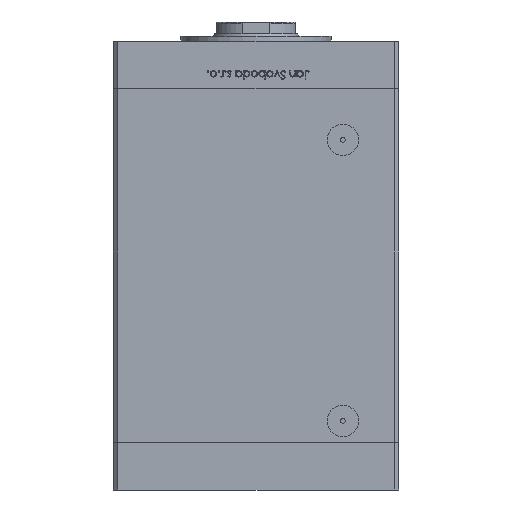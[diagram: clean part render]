
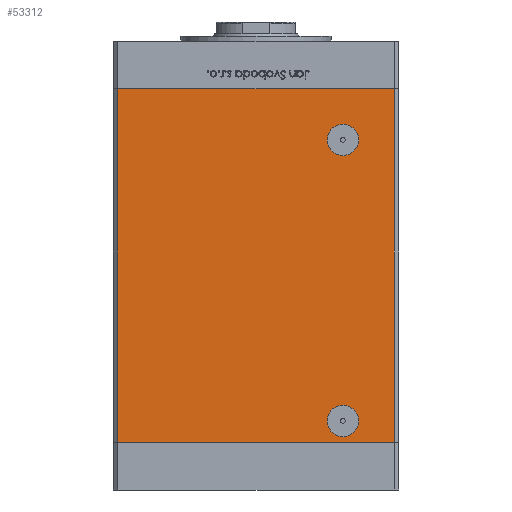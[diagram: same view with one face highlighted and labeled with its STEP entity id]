
A CAD part, front view. The second image highlights one B-rep face of the part: STEP entity #53312.
In plain terms, the highlighted planar face has unit normal (0, -1, 0).
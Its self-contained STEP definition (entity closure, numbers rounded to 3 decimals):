
#1059 = VERTEX_POINT ( 'NONE', #8545 ) ;
#2112 = CARTESIAN_POINT ( 'NONE',  ( 36.5, -51., 15.58 ) ) ;
#2605 = AXIS2_PLACEMENT_3D ( 'NONE', #44751, #27828, #7549 ) ;
#3432 = EDGE_CURVE ( 'NONE', #27738, #12806, #4844, .T. ) ;
#3857 = EDGE_CURVE ( 'NONE', #12806, #27738, #27930, .T. ) ;
#4585 = LINE ( 'NONE', #37600, #49834 ) ;
#4844 = CIRCLE ( 'NONE', #21685, 6.58 ) ;
#6064 = CARTESIAN_POINT ( 'NONE',  ( 36.5, -51., 2.42 ) ) ;
#6597 = VECTOR ( 'NONE', #51378, 1000. ) ;
#6644 = ORIENTED_EDGE ( 'NONE', *, *, #31552, .F. ) ;
#7549 = DIRECTION ( 'NONE',  ( 0., 0., 1. ) ) ;
#8168 = ORIENTED_EDGE ( 'NONE', *, *, #36673, .F. ) ;
#8545 = CARTESIAN_POINT ( 'NONE',  ( -58., -51., 0. ) ) ;
#9549 = EDGE_CURVE ( 'NONE', #31579, #30464, #43021, .T. ) ;
#9929 = DIRECTION ( 'NONE',  ( 0., 0., -1. ) ) ;
#12434 = DIRECTION ( 'NONE',  ( 0., -1., 0. ) ) ;
#12806 = VERTEX_POINT ( 'NONE', #24314 ) ;
#13126 = ORIENTED_EDGE ( 'NONE', *, *, #3857, .T. ) ;
#13495 = DIRECTION ( 'NONE',  ( 0., 0., -1. ) ) ;
#13509 = LINE ( 'NONE', #42624, #15334 ) ;
#13933 = AXIS2_PLACEMENT_3D ( 'NONE', #25134, #42334, #13495 ) ;
#15082 = CARTESIAN_POINT ( 'NONE',  ( 58., -51., 0. ) ) ;
#15334 = VECTOR ( 'NONE', #43187, 1000. ) ;
#15400 = VERTEX_POINT ( 'NONE', #21880 ) ;
#18728 = DIRECTION ( 'NONE',  ( 0., 0., -1. ) ) ;
#20487 = DIRECTION ( 'NONE',  ( 0., 0., -1. ) ) ;
#21685 = AXIS2_PLACEMENT_3D ( 'NONE', #26623, #22460, #44102 ) ;
#21880 = CARTESIAN_POINT ( 'NONE',  ( -58., -51., 148.5 ) ) ;
#22460 = DIRECTION ( 'NONE',  ( 0., 1., 0. ) ) ;
#24314 = CARTESIAN_POINT ( 'NONE',  ( 36.5, -51., 133.58 ) ) ;
#24589 = DIRECTION ( 'NONE',  ( 1., 0., 0. ) ) ;
#25134 = CARTESIAN_POINT ( 'NONE',  ( 36.5, -51., 9. ) ) ;
#25251 = CIRCLE ( 'NONE', #35865, 6.58 ) ;
#26297 = CARTESIAN_POINT ( 'NONE',  ( -58., -51., 148.5 ) ) ;
#26623 = CARTESIAN_POINT ( 'NONE',  ( 36.5, -51., 127. ) ) ;
#27477 = EDGE_CURVE ( 'NONE', #15400, #1059, #52615, .T. ) ;
#27673 = EDGE_CURVE ( 'NONE', #1059, #46307, #4585, .T. ) ;
#27738 = VERTEX_POINT ( 'NONE', #45941 ) ;
#27828 = DIRECTION ( 'NONE',  ( 0., 1., 0. ) ) ;
#27930 = CIRCLE ( 'NONE', #39461, 6.58 ) ;
#28634 = PLANE ( 'NONE',  #2605 ) ;
#30464 = VERTEX_POINT ( 'NONE', #6064 ) ;
#31552 = EDGE_CURVE ( 'NONE', #33656, #46307, #13509, .T. ) ;
#31579 = VERTEX_POINT ( 'NONE', #2112 ) ;
#32153 = VECTOR ( 'NONE', #9929, 1000. ) ;
#32920 = ORIENTED_EDGE ( 'NONE', *, *, #27673, .T. ) ;
#33225 = CARTESIAN_POINT ( 'NONE',  ( 36.5, -51., 9. ) ) ;
#33391 = EDGE_LOOP ( 'NONE', ( #52587, #13126 ) ) ;
#33629 = CARTESIAN_POINT ( 'NONE',  ( -58., -51., 148.5 ) ) ;
#33656 = VERTEX_POINT ( 'NONE', #47155 ) ;
#34790 = DIRECTION ( 'NONE',  ( 0., 1., 0. ) ) ;
#35076 = CARTESIAN_POINT ( 'NONE',  ( 36.5, -51., 127. ) ) ;
#35865 = AXIS2_PLACEMENT_3D ( 'NONE', #33225, #12434, #20487 ) ;
#35942 = EDGE_CURVE ( 'NONE', #15400, #33656, #42235, .T. ) ;
#36673 = EDGE_CURVE ( 'NONE', #30464, #31579, #25251, .T. ) ;
#37600 = CARTESIAN_POINT ( 'NONE',  ( -58., -51., 0. ) ) ;
#39461 = AXIS2_PLACEMENT_3D ( 'NONE', #35076, #34790, #18728 ) ;
#40326 = FACE_BOUND ( 'NONE', #33391, .T. ) ;
#42235 = LINE ( 'NONE', #33629, #6597 ) ;
#42334 = DIRECTION ( 'NONE',  ( 0., -1., 0. ) ) ;
#42624 = CARTESIAN_POINT ( 'NONE',  ( 58., -51., 148.5 ) ) ;
#43021 = CIRCLE ( 'NONE', #13933, 6.58 ) ;
#43187 = DIRECTION ( 'NONE',  ( 0., 0., -1. ) ) ;
#44102 = DIRECTION ( 'NONE',  ( 0., 0., -1. ) ) ;
#44751 = CARTESIAN_POINT ( 'NONE',  ( -58., -51., 148.5 ) ) ;
#45941 = CARTESIAN_POINT ( 'NONE',  ( 36.5, -51., 120.42 ) ) ;
#46307 = VERTEX_POINT ( 'NONE', #15082 ) ;
#47155 = CARTESIAN_POINT ( 'NONE',  ( 58., -51., 148.5 ) ) ;
#48907 = FACE_BOUND ( 'NONE', #54815, .T. ) ;
#49443 = EDGE_LOOP ( 'NONE', ( #32920, #6644, #51276, #51766 ) ) ;
#49713 = FACE_OUTER_BOUND ( 'NONE', #49443, .T. ) ;
#49834 = VECTOR ( 'NONE', #24589, 1000. ) ;
#51276 = ORIENTED_EDGE ( 'NONE', *, *, #35942, .F. ) ;
#51363 = ORIENTED_EDGE ( 'NONE', *, *, #9549, .F. ) ;
#51378 = DIRECTION ( 'NONE',  ( 1., 0., 0. ) ) ;
#51766 = ORIENTED_EDGE ( 'NONE', *, *, #27477, .T. ) ;
#52587 = ORIENTED_EDGE ( 'NONE', *, *, #3432, .T. ) ;
#52615 = LINE ( 'NONE', #26297, #32153 ) ;
#53312 = ADVANCED_FACE ( 'NONE', ( #48907, #49713, #40326 ), #28634, .F. ) ;
#54815 = EDGE_LOOP ( 'NONE', ( #8168, #51363 ) ) ;
